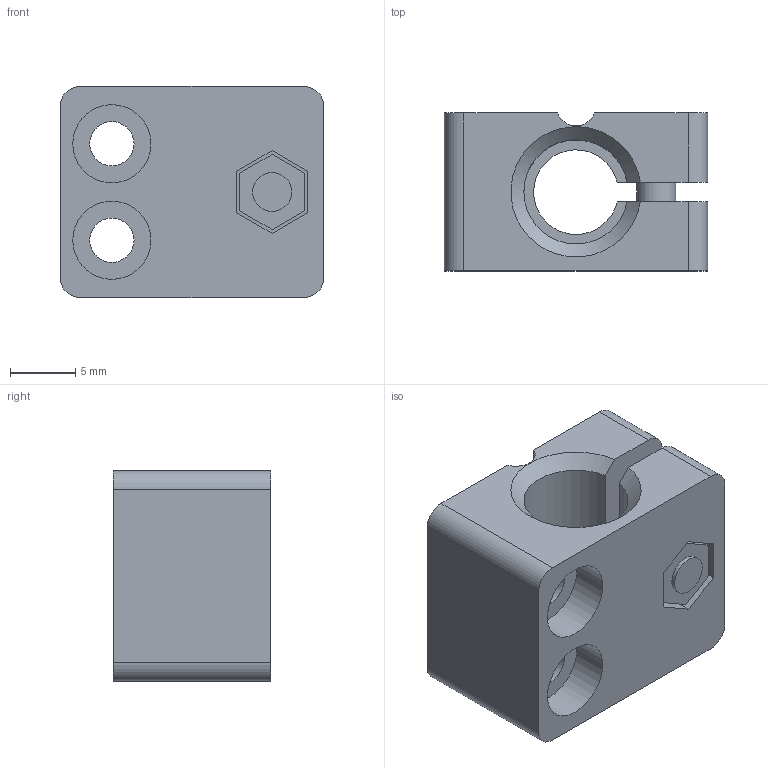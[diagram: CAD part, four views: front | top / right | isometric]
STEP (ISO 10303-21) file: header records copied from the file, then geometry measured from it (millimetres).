
FILE_DESCRIPTION (( 'STEP AP203' ), '1' );
FILE_NAME ('56 05 20 80.STEP', '2014-02-25T15:04:33', ( '' ), ( '' ), 'SwSTEP 2.0', 'SolidWorks 2010', '' );
FILE_SCHEMA (( 'CONFIG_CONTROL_DESIGN' ));
Length unit declared in the file: millimetre
Products named in the file (1): 56 05 20 80
Bounding box: 20.2 x 12.1 x 16.2 mm (x, y, z)
Volume: 2447.6 mm3; surface area: 2584.6 mm2
Topology: 1 solids, 1 shells, 69 faces, 166 edges, 111 vertices
Faces by surface type: plane 47, cylinder 20, cone 1, torus 1
Full cylindrical faces by diameter (mm): 3 x2, 3.4 x4, 5 x1, 6 x4
Entity records: 2023 total; most frequent: CARTESIAN_POINT 337, DIRECTION 332, ORIENTED_EDGE 304, EDGE_CURVE 152, AXIS2_PLACEMENT_3D 112, VERTEX_POINT 109, VECTOR 108, LINE 108
